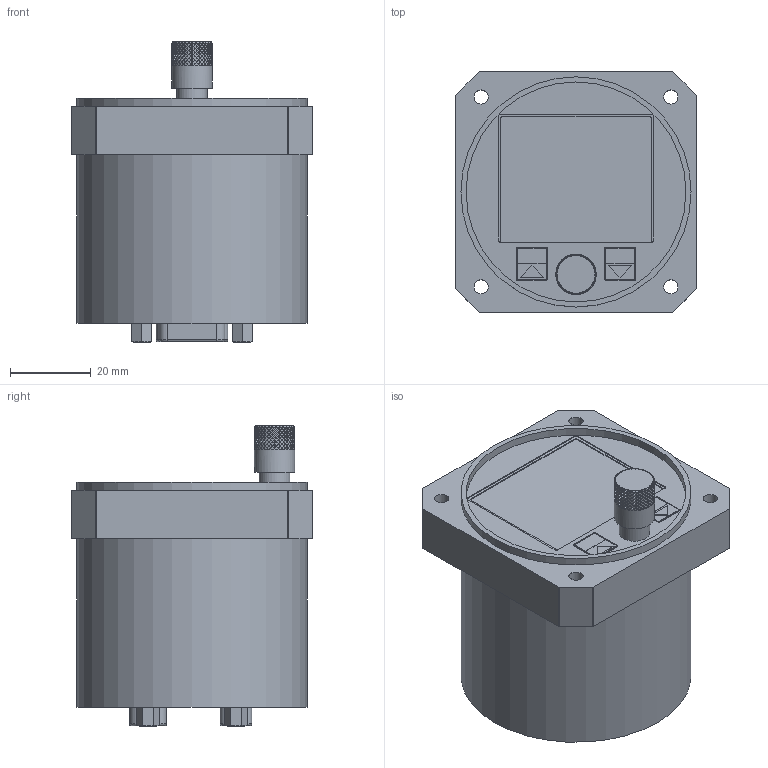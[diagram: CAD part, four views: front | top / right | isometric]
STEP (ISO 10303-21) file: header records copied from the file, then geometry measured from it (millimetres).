
FILE_DESCRIPTION(/* description */ (''),/* implementation_level */ '2;1');
FILE_NAME(/* name */ '2023-0026, Rev--. MPG-4C (wrapped).stp',/* time_stamp */ '2025-08-14T16:30:09-04:00',/* author */ ('TSC_Grant'),/* organization */ (''),/* preprocessor_version */ 'ST-DEVELOPER v20.1',/* originating_system */ 'Autodesk Inventor 2026',/* authorisation */ '');
FILE_SCHEMA (('AUTOMOTIVE_DESIGN { 1 0 10303 214 3 1 1 }'));
Length unit declared in the file: inch
Products named in the file (1): 2023-0026, Rev--. MPG-4C (wrapped)
Bounding box: 59.94 x 59.94 x 74.51 mm (x, y, z)
Volume: 57379.9 mm3; surface area: 35317.4 mm2
Topology: 1 solids, 1 shells, 3579 faces, 9099 edges, 5922 vertices
Faces by surface type: bspline 1953, cylinder 817, plane 514, cone 210, torus 72, sphere 13
Full cylindrical faces by diameter (mm): 0.66 x15, 0.8 x15, 1.12 x9, 1.2 x30, 1.36 x9, 1.5 x9, 1.72 x9, 2.1 x4, 2.25 x9, 2.8 x4, 3.05 x2, 3.1 x2, 3.2 x4, 3.505 x4, 4 x2, 7.62 x1, 9.347 x1, 10.008 x1, 54.61 x2, 57.15 x2
Entity records: 148899 total; most frequent: CARTESIAN_POINT 75467, ORIENTED_EDGE 18238, EDGE_CURVE 9119, DIRECTION 7630, B_SPLINE_CURVE_WITH_KNOTS 5956, VERTEX_POINT 5922, EDGE_LOOP 4094, STYLED_ITEM 3580
